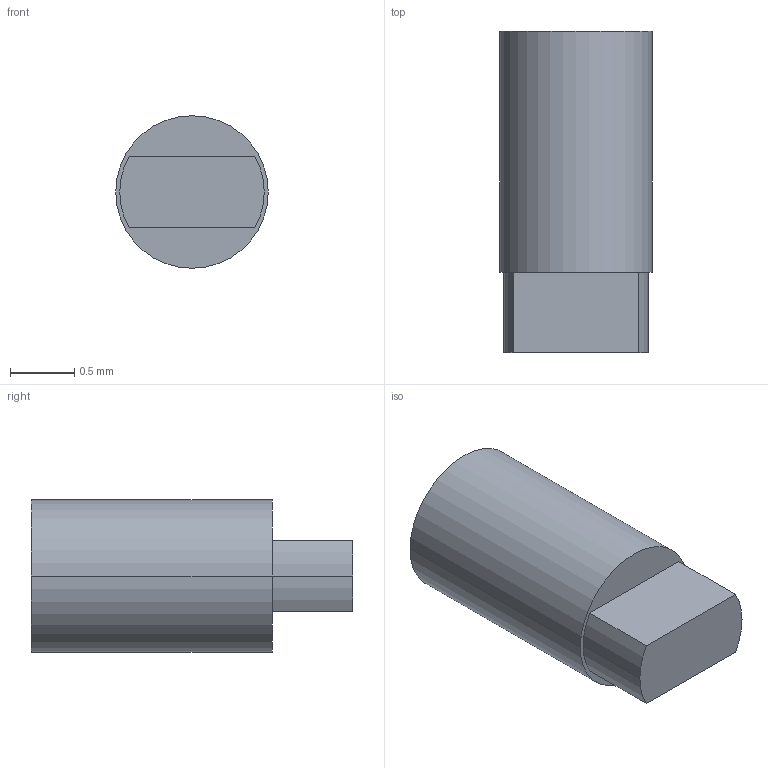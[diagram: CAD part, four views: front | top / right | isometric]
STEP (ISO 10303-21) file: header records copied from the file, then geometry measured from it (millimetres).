
FILE_DESCRIPTION(('produced by SPATIAL CORP'),'2;1');
FILE_NAME( 'LocatingKey6.hh.sat.stp','2002-04-19T11:16:12+00:00',('SPATIAL CORP'),( 'SPATIAL CORP'),'ACIS STEP Husk','http://www.spatial.com', 'SPATIAL CORP');
FILE_SCHEMA(('CONFIG_CONTROL_DESIGN'));
Length unit declared in the file: millimetre
Products named in the file (1): PRODUCT_ID_1
Bounding box: 1.19 x 2.5 x 1.19 mm (x, y, z)
Volume: 2.4 mm3; surface area: 12.3 mm2
Topology: 1 solids, 1 shells, 14 faces, 30 edges, 20 vertices
Faces by surface type: cylinder 8, plane 6
Entity records: 410 total; most frequent: ORIENTED_EDGE 60, CARTESIAN_POINT 51, DIRECTION 48, EDGE_CURVE 30, VERTEX_POINT 20, AXIS2_PLACEMENT_3D 17, EDGE_LOOP 16, FACE_BOUND 16
